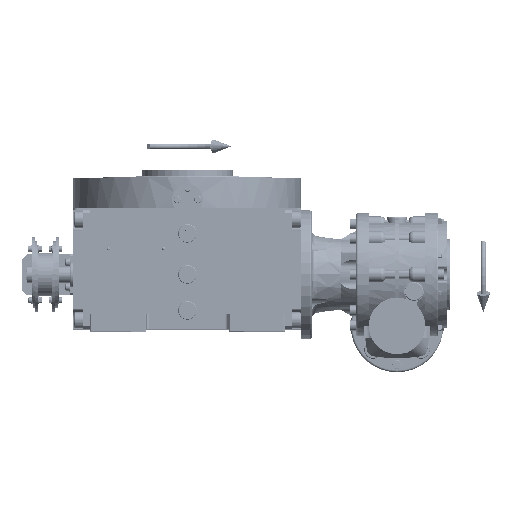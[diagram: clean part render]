
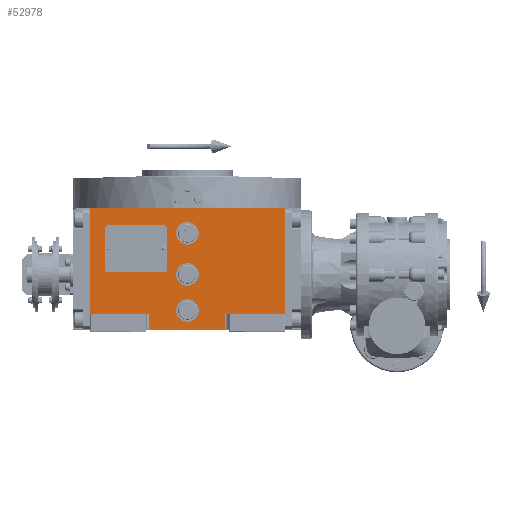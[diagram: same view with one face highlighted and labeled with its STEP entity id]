
A CAD part, top view. The second image highlights one B-rep face of the part: STEP entity #52978.
In plain terms, the highlighted planar face has unit normal (0, 0, 1).
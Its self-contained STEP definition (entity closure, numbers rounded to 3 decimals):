
#1038 = CARTESIAN_POINT ( 'NONE',  ( 37., -38.5, 163.5 ) ) ;
#2020 = DIRECTION ( 'NONE',  ( 0., 0., 1. ) ) ;
#2103 = DIRECTION ( 'NONE',  ( 0., 0., 1. ) ) ;
#2540 = FACE_BOUND ( 'NONE', #137791, .T. ) ;
#3861 = ORIENTED_EDGE ( 'NONE', *, *, #17271, .F. ) ;
#5368 = CIRCLE ( 'NONE', #101064, 11. ) ;
#7369 = VECTOR ( 'NONE', #55872, 1000. ) ;
#8542 = ORIENTED_EDGE ( 'NONE', *, *, #15360, .F. ) ;
#11758 = EDGE_LOOP ( 'NONE', ( #121296, #25455 ) ) ;
#12804 = CARTESIAN_POINT ( 'NONE',  ( 11., -35., 163.5 ) ) ;
#13125 = CIRCLE ( 'NONE', #166363, 11. ) ;
#13997 = CARTESIAN_POINT ( 'NONE',  ( 0., 0., 163.5 ) ) ;
#15360 = EDGE_CURVE ( 'NONE', #61680, #48533, #13125, .T. ) ;
#16056 = LINE ( 'NONE', #27996, #62342 ) ;
#16226 = PLANE ( 'NONE',  #111265 ) ;
#16438 = CARTESIAN_POINT ( 'NONE',  ( -11., 40., 163.5 ) ) ;
#17042 = CARTESIAN_POINT ( 'NONE',  ( 0., 40., 163.5 ) ) ;
#17271 = EDGE_CURVE ( 'NONE', #49126, #121457, #5368, .T. ) ;
#20753 = VERTEX_POINT ( 'NONE', #150695 ) ;
#25455 = ORIENTED_EDGE ( 'NONE', *, *, #168417, .F. ) ;
#25725 = VERTEX_POINT ( 'NONE', #45837 ) ;
#26497 = DIRECTION ( 'NONE',  ( 0., 0., 1. ) ) ;
#26952 = CARTESIAN_POINT ( 'NONE',  ( 0., 40., 163.5 ) ) ;
#27327 = FACE_OUTER_BOUND ( 'NONE', #45014, .T. ) ;
#27996 = CARTESIAN_POINT ( 'NONE',  ( 37., -38.5, 163.5 ) ) ;
#28308 = CARTESIAN_POINT ( 'NONE',  ( 11., 0., 163.5 ) ) ;
#30130 = LINE ( 'NONE', #67063, #7369 ) ;
#30142 = DIRECTION ( 'NONE',  ( -1., 0., 0. ) ) ;
#30507 = VERTEX_POINT ( 'NONE', #53215 ) ;
#41591 = VERTEX_POINT ( 'NONE', #147304 ) ;
#42371 = EDGE_CURVE ( 'NONE', #143826, #57710, #112770, .T. ) ;
#42876 = EDGE_CURVE ( 'NONE', #25725, #84726, #107145, .T. ) ;
#42960 = AXIS2_PLACEMENT_3D ( 'NONE', #90651, #79486, #129166 ) ;
#43873 = EDGE_CURVE ( 'NONE', #96163, #57710, #153635, .T. ) ;
#45014 = EDGE_LOOP ( 'NONE', ( #169258, #155971, #103600, #124217, #100802, #84864, #57212, #103618 ) ) ;
#45837 = CARTESIAN_POINT ( 'NONE',  ( -37., -53.5, 163.5 ) ) ;
#48533 = VERTEX_POINT ( 'NONE', #95537 ) ;
#49126 = VERTEX_POINT ( 'NONE', #12804 ) ;
#52978 = ADVANCED_FACE ( 'NONE', ( #2540, #106179, #144674, #27327 ), #16226, .T. ) ;
#53215 = CARTESIAN_POINT ( 'NONE',  ( 37., -53.5, 163.5 ) ) ;
#53239 = DIRECTION ( 'NONE',  ( 1., 0., 0. ) ) ;
#54496 = EDGE_CURVE ( 'NONE', #41591, #30507, #16056, .T. ) ;
#55872 = DIRECTION ( 'NONE',  ( 0., 1., 0. ) ) ;
#55962 = VECTOR ( 'NONE', #53239, 1000. ) ;
#57212 = ORIENTED_EDGE ( 'NONE', *, *, #70471, .T. ) ;
#57710 = VERTEX_POINT ( 'NONE', #154249 ) ;
#57822 = CARTESIAN_POINT ( 'NONE',  ( -94.5, -38.5, 163.5 ) ) ;
#60165 = VECTOR ( 'NONE', #82273, 1000. ) ;
#61680 = VERTEX_POINT ( 'NONE', #28308 ) ;
#62342 = VECTOR ( 'NONE', #66576, 1000. ) ;
#63371 = CARTESIAN_POINT ( 'NONE',  ( 0., -35., 163.5 ) ) ;
#66576 = DIRECTION ( 'NONE',  ( 0., -1., 0. ) ) ;
#66722 = CARTESIAN_POINT ( 'NONE',  ( -11., -35., 163.5 ) ) ;
#67063 = CARTESIAN_POINT ( 'NONE',  ( -94.5, -38.5, 163.5 ) ) ;
#68008 = CARTESIAN_POINT ( 'NONE',  ( 0., 0., 163.5 ) ) ;
#68580 = CARTESIAN_POINT ( 'NONE',  ( -37., -53.5, 163.5 ) ) ;
#69648 = CARTESIAN_POINT ( 'NONE',  ( -94.5, 64.5, 163.5 ) ) ;
#70471 = EDGE_CURVE ( 'NONE', #20753, #84726, #122945, .T. ) ;
#71940 = LINE ( 'NONE', #124183, #96317 ) ;
#79357 = AXIS2_PLACEMENT_3D ( 'NONE', #26952, #169162, #145126 ) ;
#79486 = DIRECTION ( 'NONE',  ( 0., 0., 1. ) ) ;
#79611 = CARTESIAN_POINT ( 'NONE',  ( -94.5, -53.5, 163.5 ) ) ;
#82273 = DIRECTION ( 'NONE',  ( 0., 1., 0. ) ) ;
#82363 = VECTOR ( 'NONE', #135822, 1000. ) ;
#84182 = VERTEX_POINT ( 'NONE', #139058 ) ;
#84726 = VERTEX_POINT ( 'NONE', #106281 ) ;
#84864 = ORIENTED_EDGE ( 'NONE', *, *, #125817, .F. ) ;
#85647 = EDGE_CURVE ( 'NONE', #25725, #30507, #71940, .T. ) ;
#87524 = CIRCLE ( 'NONE', #79357, 11. ) ;
#88264 = EDGE_CURVE ( 'NONE', #41591, #96163, #118366, .T. ) ;
#88606 = CARTESIAN_POINT ( 'NONE',  ( 94.5, -38.5, 163.5 ) ) ;
#90193 = EDGE_LOOP ( 'NONE', ( #3861, #164350 ) ) ;
#90587 = CARTESIAN_POINT ( 'NONE',  ( 94.5, -38.5, 163.5 ) ) ;
#90651 = CARTESIAN_POINT ( 'NONE',  ( 0., -35., 163.5 ) ) ;
#95537 = CARTESIAN_POINT ( 'NONE',  ( -11., 0., 163.5 ) ) ;
#96163 = VERTEX_POINT ( 'NONE', #90587 ) ;
#96317 = VECTOR ( 'NONE', #147350, 1000. ) ;
#96454 = DIRECTION ( 'NONE',  ( 1., 0., 0. ) ) ;
#97758 = VECTOR ( 'NONE', #115315, 1000. ) ;
#100802 = ORIENTED_EDGE ( 'NONE', *, *, #42371, .F. ) ;
#101064 = AXIS2_PLACEMENT_3D ( 'NONE', #63371, #109312, #96454 ) ;
#102461 = CARTESIAN_POINT ( 'NONE',  ( -94.5, 64.5, 163.5 ) ) ;
#103600 = ORIENTED_EDGE ( 'NONE', *, *, #88264, .T. ) ;
#103618 = ORIENTED_EDGE ( 'NONE', *, *, #42876, .F. ) ;
#106179 = FACE_BOUND ( 'NONE', #90193, .T. ) ;
#106281 = CARTESIAN_POINT ( 'NONE',  ( -37., -38.5, 163.5 ) ) ;
#107013 = DIRECTION ( 'NONE',  ( 0., 0., 1. ) ) ;
#107145 = LINE ( 'NONE', #68580, #60165 ) ;
#107648 = AXIS2_PLACEMENT_3D ( 'NONE', #17042, #26497, #131839 ) ;
#109312 = DIRECTION ( 'NONE',  ( 0., 0., 1. ) ) ;
#111265 = AXIS2_PLACEMENT_3D ( 'NONE', #79611, #107013, #146373 ) ;
#112770 = LINE ( 'NONE', #102461, #97758 ) ;
#114117 = VERTEX_POINT ( 'NONE', #16438 ) ;
#115315 = DIRECTION ( 'NONE',  ( 1., 0., 0. ) ) ;
#116851 = CIRCLE ( 'NONE', #42960, 11. ) ;
#118366 = LINE ( 'NONE', #1038, #55962 ) ;
#121296 = ORIENTED_EDGE ( 'NONE', *, *, #129465, .F. ) ;
#121457 = VERTEX_POINT ( 'NONE', #66722 ) ;
#122945 = LINE ( 'NONE', #57822, #82363 ) ;
#123995 = CIRCLE ( 'NONE', #107648, 11. ) ;
#124183 = CARTESIAN_POINT ( 'NONE',  ( -37., -53.5, 163.5 ) ) ;
#124217 = ORIENTED_EDGE ( 'NONE', *, *, #43873, .T. ) ;
#125817 = EDGE_CURVE ( 'NONE', #20753, #143826, #30130, .T. ) ;
#128776 = VECTOR ( 'NONE', #138283, 1000. ) ;
#129166 = DIRECTION ( 'NONE',  ( -1., 0., 0. ) ) ;
#129465 = EDGE_CURVE ( 'NONE', #84182, #114117, #87524, .T. ) ;
#131839 = DIRECTION ( 'NONE',  ( -1., 0., 0. ) ) ;
#135822 = DIRECTION ( 'NONE',  ( 1., 0., 0. ) ) ;
#137791 = EDGE_LOOP ( 'NONE', ( #8542, #157614 ) ) ;
#138283 = DIRECTION ( 'NONE',  ( 0., 1., 0. ) ) ;
#139058 = CARTESIAN_POINT ( 'NONE',  ( 11., 40., 163.5 ) ) ;
#143826 = VERTEX_POINT ( 'NONE', #69648 ) ;
#144674 = FACE_BOUND ( 'NONE', #11758, .T. ) ;
#145126 = DIRECTION ( 'NONE',  ( 1., 0., 0. ) ) ;
#146373 = DIRECTION ( 'NONE',  ( 1., 0., 0. ) ) ;
#147304 = CARTESIAN_POINT ( 'NONE',  ( 37., -38.5, 163.5 ) ) ;
#147350 = DIRECTION ( 'NONE',  ( 1., 0., 0. ) ) ;
#147561 = EDGE_CURVE ( 'NONE', #48533, #61680, #167590, .T. ) ;
#148407 = DIRECTION ( 'NONE',  ( 1., 0., 0. ) ) ;
#150695 = CARTESIAN_POINT ( 'NONE',  ( -94.5, -38.5, 163.5 ) ) ;
#153635 = LINE ( 'NONE', #88606, #128776 ) ;
#153843 = AXIS2_PLACEMENT_3D ( 'NONE', #13997, #2020, #30142 ) ;
#154249 = CARTESIAN_POINT ( 'NONE',  ( 94.5, 64.5, 163.5 ) ) ;
#154255 = EDGE_CURVE ( 'NONE', #121457, #49126, #116851, .T. ) ;
#155971 = ORIENTED_EDGE ( 'NONE', *, *, #54496, .F. ) ;
#157614 = ORIENTED_EDGE ( 'NONE', *, *, #147561, .F. ) ;
#164350 = ORIENTED_EDGE ( 'NONE', *, *, #154255, .F. ) ;
#166363 = AXIS2_PLACEMENT_3D ( 'NONE', #68008, #2103, #148407 ) ;
#167590 = CIRCLE ( 'NONE', #153843, 11. ) ;
#168417 = EDGE_CURVE ( 'NONE', #114117, #84182, #123995, .T. ) ;
#169162 = DIRECTION ( 'NONE',  ( 0., 0., 1. ) ) ;
#169258 = ORIENTED_EDGE ( 'NONE', *, *, #85647, .T. ) ;
